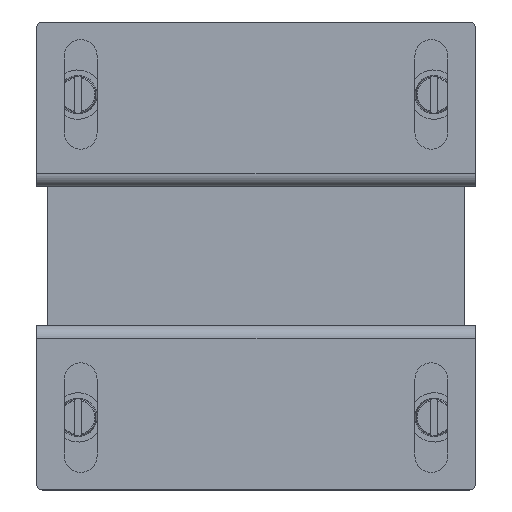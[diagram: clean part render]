
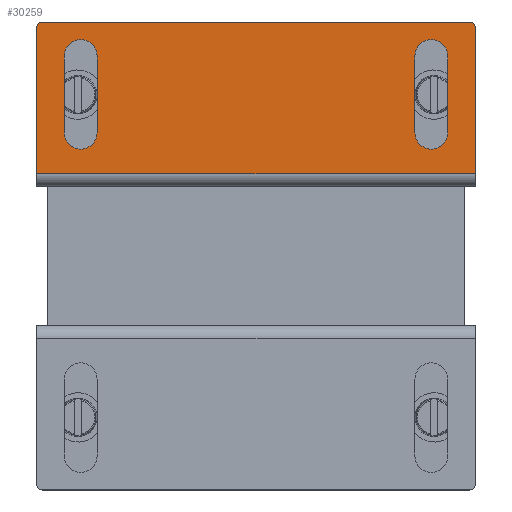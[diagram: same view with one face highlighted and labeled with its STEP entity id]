
A CAD part, front view. The second image highlights one B-rep face of the part: STEP entity #30259.
In plain terms, the highlighted planar face has unit normal (0, -1, 0).
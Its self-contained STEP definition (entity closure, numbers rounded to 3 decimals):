
#433 = ORIENTED_EDGE ( 'NONE', *, *, #49574, .T. ) ;
#1202 = ORIENTED_EDGE ( 'NONE', *, *, #7073, .T. ) ;
#2202 = CARTESIAN_POINT ( 'NONE',  ( 0.788, 5.26, 75.769 ) ) ;
#2869 = CARTESIAN_POINT ( 'NONE',  ( 72.788, 5.26, 71.305 ) ) ;
#3404 = DIRECTION ( 'NONE',  ( 0., 1., 0. ) ) ;
#4078 = CARTESIAN_POINT ( 'NONE',  ( 72.788, 5.26, 70.569 ) ) ;
#4330 = ORIENTED_EDGE ( 'NONE', *, *, #8432, .F. ) ;
#4591 = CARTESIAN_POINT ( 'NONE',  ( 67.788, 5.26, 92.769 ) ) ;
#5923 = VERTEX_POINT ( 'NONE', #2202 ) ;
#6029 = AXIS2_PLACEMENT_3D ( 'NONE', #97941, #118888, #120176 ) ;
#6453 = VECTOR ( 'NONE', #116530, 1000. ) ;
#7073 = EDGE_CURVE ( 'NONE', #81412, #119791, #52732, .T. ) ;
#8263 = EDGE_CURVE ( 'NONE', #125118, #5923, #92785, .T. ) ;
#8432 = EDGE_CURVE ( 'NONE', #33247, #87360, #41002, .T. ) ;
#11099 = DIRECTION ( 'NONE',  ( 0., 0., -1. ) ) ;
#11505 = DIRECTION ( 'NONE',  ( 0., -1., 0. ) ) ;
#12275 = LINE ( 'NONE', #53614, #6453 ) ;
#15038 = DIRECTION ( 'NONE',  ( 0., 0., -1. ) ) ;
#15676 = VECTOR ( 'NONE', #25940, 1000. ) ;
#15803 = LINE ( 'NONE', #57120, #15676 ) ;
#17306 = CARTESIAN_POINT ( 'NONE',  ( 0.788, 5.26, 78.769 ) ) ;
#18237 = VERTEX_POINT ( 'NONE', #36985 ) ;
#18768 = DIRECTION ( 'NONE',  ( 0., -1., 0. ) ) ;
#19058 = LINE ( 'NONE', #81239, #65132 ) ;
#19480 = CARTESIAN_POINT ( 'NONE',  ( 64.788, 5.26, 78.769 ) ) ;
#20848 = AXIS2_PLACEMENT_3D ( 'NONE', #4078, #3404, #104332 ) ;
#21482 = DIRECTION ( 'NONE',  ( 0., 0., -1. ) ) ;
#21529 = AXIS2_PLACEMENT_3D ( 'NONE', #57147, #46937, #90186 ) ;
#23089 = PLANE ( 'NONE',  #20848 ) ;
#23905 = ORIENTED_EDGE ( 'NONE', *, *, #31592, .F. ) ;
#24161 = CARTESIAN_POINT ( 'NONE',  ( 71.788, 5.26, 98.969 ) ) ;
#24372 = EDGE_CURVE ( 'NONE', #33954, #81412, #92413, .T. ) ;
#24373 = CARTESIAN_POINT ( 'NONE',  ( -6.212, 5.26, 97.969 ) ) ;
#25940 = DIRECTION ( 'NONE',  ( 0., 0., 1. ) ) ;
#26269 = VERTEX_POINT ( 'NONE', #60352 ) ;
#27926 = DIRECTION ( 'NONE',  ( 0., -1., 0. ) ) ;
#30259 = ADVANCED_FACE ( 'NONE', ( #44708, #115823, #96855 ), #23089, .F. ) ;
#31257 = CIRCLE ( 'NONE', #87437, 1. ) ;
#31583 = DIRECTION ( 'NONE',  ( 0., -1., 0. ) ) ;
#31592 = EDGE_CURVE ( 'NONE', #122482, #82137, #58776, .T. ) ;
#32556 = CARTESIAN_POINT ( 'NONE',  ( -6.212, 5.26, 98.969 ) ) ;
#33120 = ORIENTED_EDGE ( 'NONE', *, *, #111704, .F. ) ;
#33247 = VERTEX_POINT ( 'NONE', #51220 ) ;
#33702 = CARTESIAN_POINT ( 'NONE',  ( 72.788, 5.26, 98.969 ) ) ;
#33954 = VERTEX_POINT ( 'NONE', #50258 ) ;
#34014 = EDGE_CURVE ( 'NONE', #26269, #125118, #12275, .T. ) ;
#35320 = CARTESIAN_POINT ( 'NONE',  ( 72.788, 5.26, 70.569 ) ) ;
#35905 = EDGE_LOOP ( 'NONE', ( #433, #114905, #1202, #119494, #121032, #23905 ) ) ;
#36460 = VERTEX_POINT ( 'NONE', #85173 ) ;
#36483 = CARTESIAN_POINT ( 'NONE',  ( 3.788, 5.26, 92.769 ) ) ;
#36985 = CARTESIAN_POINT ( 'NONE',  ( 3.788, 5.26, 78.769 ) ) ;
#39728 = CARTESIAN_POINT ( 'NONE',  ( 0.788, 5.26, 92.769 ) ) ;
#41002 = CIRCLE ( 'NONE', #64833, 3. ) ;
#41589 = EDGE_CURVE ( 'NONE', #18237, #99341, #15803, .T. ) ;
#44708 = FACE_BOUND ( 'NONE', #70561, .T. ) ;
#45642 = EDGE_CURVE ( 'NONE', #51255, #33247, #131508, .T. ) ;
#46486 = ORIENTED_EDGE ( 'NONE', *, *, #34014, .F. ) ;
#46695 = ORIENTED_EDGE ( 'NONE', *, *, #76698, .F. ) ;
#46937 = DIRECTION ( 'NONE',  ( 0., -1., 0. ) ) ;
#48937 = AXIS2_PLACEMENT_3D ( 'NONE', #39728, #18768, #60087 ) ;
#49574 = EDGE_CURVE ( 'NONE', #122482, #33954, #98291, .T. ) ;
#50258 = CARTESIAN_POINT ( 'NONE',  ( 72.788, 5.26, 97.969 ) ) ;
#51220 = CARTESIAN_POINT ( 'NONE',  ( 64.788, 5.26, 75.769 ) ) ;
#51255 = VERTEX_POINT ( 'NONE', #123701 ) ;
#52732 = LINE ( 'NONE', #33702, #81762 ) ;
#53614 = CARTESIAN_POINT ( 'NONE',  ( -2.212, 5.26, 92.769 ) ) ;
#57120 = CARTESIAN_POINT ( 'NONE',  ( 3.788, 5.26, 92.769 ) ) ;
#57147 = CARTESIAN_POINT ( 'NONE',  ( 64.788, 5.26, 92.769 ) ) ;
#58776 = LINE ( 'NONE', #68928, #122761 ) ;
#60087 = DIRECTION ( 'NONE',  ( 0., 0., -1. ) ) ;
#60352 = CARTESIAN_POINT ( 'NONE',  ( -2.212, 5.26, 92.769 ) ) ;
#64833 = AXIS2_PLACEMENT_3D ( 'NONE', #130817, #27926, #109190 ) ;
#65132 = VECTOR ( 'NONE', #111774, 1000. ) ;
#67640 = CARTESIAN_POINT ( 'NONE',  ( -2.212, 5.26, 78.769 ) ) ;
#68928 = CARTESIAN_POINT ( 'NONE',  ( -7.212, 5.26, 71.305 ) ) ;
#70561 = EDGE_LOOP ( 'NONE', ( #46486, #73401, #100082, #33120, #100510 ) ) ;
#70693 = DIRECTION ( 'NONE',  ( 0., -1., 0. ) ) ;
#72684 = CARTESIAN_POINT ( 'NONE',  ( 0.788, 5.26, 78.769 ) ) ;
#73401 = ORIENTED_EDGE ( 'NONE', *, *, #96199, .F. ) ;
#76698 = EDGE_CURVE ( 'NONE', #36460, #127753, #79864, .T. ) ;
#79864 = CIRCLE ( 'NONE', #21529, 3. ) ;
#81029 = EDGE_LOOP ( 'NONE', ( #81103, #46695, #118923, #4330, #99110 ) ) ;
#81103 = ORIENTED_EDGE ( 'NONE', *, *, #92192, .F. ) ;
#81239 = CARTESIAN_POINT ( 'NONE',  ( -7.212, 5.26, 70.569 ) ) ;
#81412 = VERTEX_POINT ( 'NONE', #24161 ) ;
#81762 = VECTOR ( 'NONE', #93984, 1000. ) ;
#82137 = VERTEX_POINT ( 'NONE', #128517 ) ;
#85173 = CARTESIAN_POINT ( 'NONE',  ( 67.788, 5.26, 92.769 ) ) ;
#85705 = VERTEX_POINT ( 'NONE', #113428 ) ;
#86787 = DIRECTION ( 'NONE',  ( 0., 0., 1. ) ) ;
#87360 = VERTEX_POINT ( 'NONE', #98706 ) ;
#87437 = AXIS2_PLACEMENT_3D ( 'NONE', #24373, #11505, #96111 ) ;
#87810 = LINE ( 'NONE', #4591, #97556 ) ;
#89065 = CIRCLE ( 'NONE', #106443, 3. ) ;
#90059 = LINE ( 'NONE', #119862, #116898 ) ;
#90186 = DIRECTION ( 'NONE',  ( 0., 0., -1. ) ) ;
#92192 = EDGE_CURVE ( 'NONE', #127753, #51255, #90059, .T. ) ;
#92413 = CIRCLE ( 'NONE', #6029, 1. ) ;
#92785 = CIRCLE ( 'NONE', #103627, 3. ) ;
#93984 = DIRECTION ( 'NONE',  ( -1., 0., 0. ) ) ;
#96111 = DIRECTION ( 'NONE',  ( 0., 0., 1. ) ) ;
#96199 = EDGE_CURVE ( 'NONE', #99341, #26269, #107362, .T. ) ;
#96855 = FACE_OUTER_BOUND ( 'NONE', #35905, .T. ) ;
#97556 = VECTOR ( 'NONE', #119609, 1000. ) ;
#97941 = CARTESIAN_POINT ( 'NONE',  ( 71.788, 5.26, 97.969 ) ) ;
#98291 = LINE ( 'NONE', #35320, #129202 ) ;
#98706 = CARTESIAN_POINT ( 'NONE',  ( 67.788, 5.26, 78.769 ) ) ;
#99110 = ORIENTED_EDGE ( 'NONE', *, *, #45642, .F. ) ;
#99341 = VERTEX_POINT ( 'NONE', #36483 ) ;
#100082 = ORIENTED_EDGE ( 'NONE', *, *, #41589, .F. ) ;
#100510 = ORIENTED_EDGE ( 'NONE', *, *, #8263, .F. ) ;
#103627 = AXIS2_PLACEMENT_3D ( 'NONE', #17306, #131679, #132990 ) ;
#104332 = DIRECTION ( 'NONE',  ( 0., 0., 1. ) ) ;
#106443 = AXIS2_PLACEMENT_3D ( 'NONE', #72684, #70693, #11099 ) ;
#106980 = EDGE_CURVE ( 'NONE', #85705, #82137, #19058, .T. ) ;
#107362 = CIRCLE ( 'NONE', #48937, 3. ) ;
#109190 = DIRECTION ( 'NONE',  ( 0., 0., -1. ) ) ;
#111704 = EDGE_CURVE ( 'NONE', #5923, #18237, #89065, .T. ) ;
#111774 = DIRECTION ( 'NONE',  ( 0., 0., -1. ) ) ;
#113428 = CARTESIAN_POINT ( 'NONE',  ( -7.212, 5.26, 97.969 ) ) ;
#114697 = EDGE_CURVE ( 'NONE', #119791, #85705, #31257, .T. ) ;
#114905 = ORIENTED_EDGE ( 'NONE', *, *, #24372, .T. ) ;
#115823 = FACE_BOUND ( 'NONE', #81029, .T. ) ;
#116530 = DIRECTION ( 'NONE',  ( 0., 0., -1. ) ) ;
#116898 = VECTOR ( 'NONE', #15038, 1000. ) ;
#118888 = DIRECTION ( 'NONE',  ( 0., -1., 0. ) ) ;
#118923 = ORIENTED_EDGE ( 'NONE', *, *, #123177, .F. ) ;
#119494 = ORIENTED_EDGE ( 'NONE', *, *, #114697, .T. ) ;
#119609 = DIRECTION ( 'NONE',  ( 0., 0., 1. ) ) ;
#119791 = VERTEX_POINT ( 'NONE', #32556 ) ;
#119862 = CARTESIAN_POINT ( 'NONE',  ( 61.788, 5.26, 92.769 ) ) ;
#120176 = DIRECTION ( 'NONE',  ( 0., 0., 1. ) ) ;
#120298 = DIRECTION ( 'NONE',  ( -1., 0., 0. ) ) ;
#121032 = ORIENTED_EDGE ( 'NONE', *, *, #106980, .T. ) ;
#121332 = CARTESIAN_POINT ( 'NONE',  ( 61.788, 5.26, 92.769 ) ) ;
#122482 = VERTEX_POINT ( 'NONE', #2869 ) ;
#122708 = AXIS2_PLACEMENT_3D ( 'NONE', #19480, #31583, #21482 ) ;
#122761 = VECTOR ( 'NONE', #120298, 1000. ) ;
#123177 = EDGE_CURVE ( 'NONE', #87360, #36460, #87810, .T. ) ;
#123701 = CARTESIAN_POINT ( 'NONE',  ( 61.788, 5.26, 78.769 ) ) ;
#125118 = VERTEX_POINT ( 'NONE', #67640 ) ;
#127753 = VERTEX_POINT ( 'NONE', #121332 ) ;
#128517 = CARTESIAN_POINT ( 'NONE',  ( -7.212, 5.26, 71.305 ) ) ;
#129202 = VECTOR ( 'NONE', #86787, 1000. ) ;
#130817 = CARTESIAN_POINT ( 'NONE',  ( 64.788, 5.26, 78.769 ) ) ;
#131508 = CIRCLE ( 'NONE', #122708, 3. ) ;
#131679 = DIRECTION ( 'NONE',  ( 0., -1., 0. ) ) ;
#132990 = DIRECTION ( 'NONE',  ( 0., 0., -1. ) ) ;
